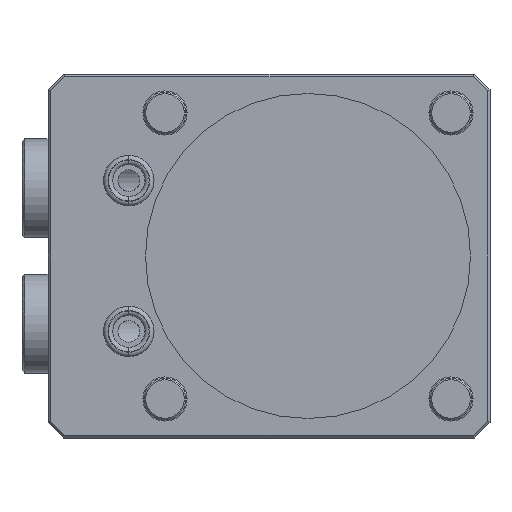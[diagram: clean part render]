
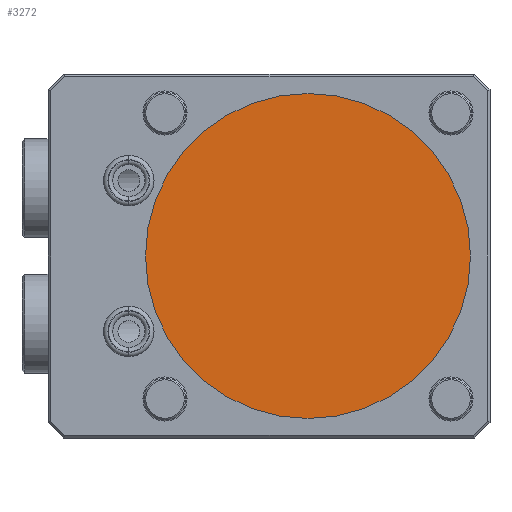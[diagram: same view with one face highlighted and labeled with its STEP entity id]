
A CAD part, front view. The second image highlights one B-rep face of the part: STEP entity #3272.
In plain terms, the highlighted planar face has unit normal (0, -1, 0).
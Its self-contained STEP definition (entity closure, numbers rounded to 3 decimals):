
#1333 = PLANE ( 'NONE',  #15173 ) ;
#1467 = VERTEX_POINT ( 'NONE', #6630 ) ;
#1612 = CARTESIAN_POINT ( 'NONE',  ( 0., -109., 31.25 ) ) ;
#2558 = FACE_OUTER_BOUND ( 'NONE', #3543, .T. ) ;
#2740 = ORIENTED_EDGE ( 'NONE', *, *, #2918, .F. ) ;
#2918 = EDGE_CURVE ( 'NONE', #1467, #8204, #3133, .T. ) ;
#3089 = DIRECTION ( 'NONE',  ( 0., 1., 0. ) ) ;
#3133 = CIRCLE ( 'NONE', #9446, 31.25 ) ;
#3272 = ADVANCED_FACE ( 'NONE', ( #2558 ), #1333, .T. ) ;
#3543 = EDGE_LOOP ( 'NONE', ( #13444, #2740 ) ) ;
#6630 = CARTESIAN_POINT ( 'NONE',  ( 0., -109., -31.25 ) ) ;
#6997 = CIRCLE ( 'NONE', #16158, 31.25 ) ;
#7585 = DIRECTION ( 'NONE',  ( 0., 0., -1. ) ) ;
#8204 = VERTEX_POINT ( 'NONE', #1612 ) ;
#9228 = EDGE_CURVE ( 'NONE', #8204, #1467, #6997, .T. ) ;
#9427 = CARTESIAN_POINT ( 'NONE',  ( 0., -109., 0. ) ) ;
#9446 = AXIS2_PLACEMENT_3D ( 'NONE', #15152, #11165, #10158 ) ;
#10158 = DIRECTION ( 'NONE',  ( 0., 0., 1. ) ) ;
#10766 = DIRECTION ( 'NONE',  ( 0., 0., 1. ) ) ;
#11165 = DIRECTION ( 'NONE',  ( 0., 1., 0. ) ) ;
#11222 = CARTESIAN_POINT ( 'NONE',  ( -31.25, -109., 0. ) ) ;
#13444 = ORIENTED_EDGE ( 'NONE', *, *, #9228, .F. ) ;
#15152 = CARTESIAN_POINT ( 'NONE',  ( 0., -109., 0. ) ) ;
#15173 = AXIS2_PLACEMENT_3D ( 'NONE', #11222, #16191, #7585 ) ;
#16158 = AXIS2_PLACEMENT_3D ( 'NONE', #9427, #3089, #10766 ) ;
#16191 = DIRECTION ( 'NONE',  ( 0., -1., 0. ) ) ;
